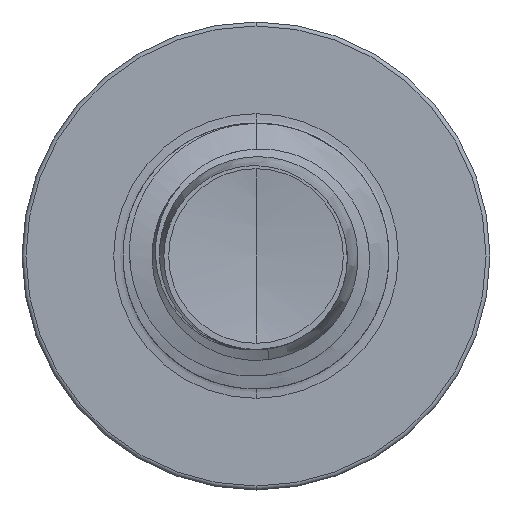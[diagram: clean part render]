
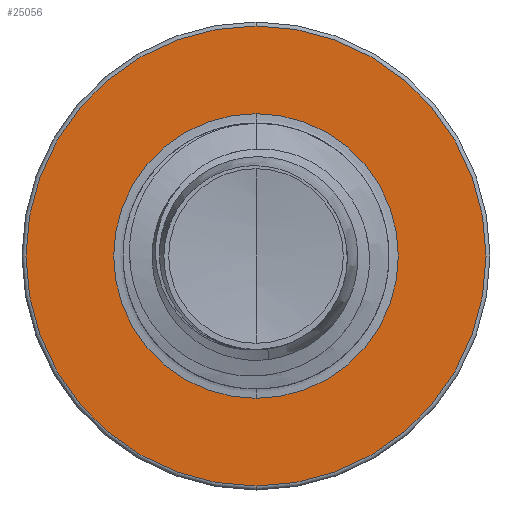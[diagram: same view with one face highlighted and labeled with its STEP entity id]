
A CAD part, front view. The second image highlights one B-rep face of the part: STEP entity #25056.
In plain terms, the highlighted planar face has unit normal (0, -1, 0).
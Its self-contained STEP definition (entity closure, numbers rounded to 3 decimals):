
#566 = CIRCLE ( 'NONE', #6198, 2.677 ) ;
#1432 = ORIENTED_EDGE ( 'NONE', *, *, #12902, .T. ) ;
#1594 = FACE_OUTER_BOUND ( 'NONE', #23514, .T. ) ;
#2801 = DIRECTION ( 'NONE',  ( 0., 1., 0. ) ) ;
#3227 = CARTESIAN_POINT ( 'NONE',  ( 0., 14., -2.677 ) ) ;
#4804 = CARTESIAN_POINT ( 'NONE',  ( 0., 14., 0. ) ) ;
#5819 = CARTESIAN_POINT ( 'NONE',  ( 0., 14., 2.677 ) ) ;
#5988 = EDGE_CURVE ( 'NONE', #16474, #13542, #16938, .T. ) ;
#6091 = CARTESIAN_POINT ( 'NONE',  ( 0., 14., -4.325 ) ) ;
#6119 = VERTEX_POINT ( 'NONE', #5819 ) ;
#6198 = AXIS2_PLACEMENT_3D ( 'NONE', #4804, #19311, #6913 ) ;
#6479 = FACE_BOUND ( 'NONE', #21194, .T. ) ;
#6913 = DIRECTION ( 'NONE',  ( 0., 0., 1. ) ) ;
#6916 = CARTESIAN_POINT ( 'NONE',  ( 0., 14., -2.677 ) ) ;
#7838 = DIRECTION ( 'NONE',  ( 0., 1., 0. ) ) ;
#10386 = CIRCLE ( 'NONE', #18187, 2.677 ) ;
#11082 = PLANE ( 'NONE',  #21840 ) ;
#11436 = CARTESIAN_POINT ( 'NONE',  ( 0., 14., 0. ) ) ;
#11536 = CARTESIAN_POINT ( 'NONE',  ( 0., 14., 0. ) ) ;
#11964 = AXIS2_PLACEMENT_3D ( 'NONE', #11436, #25885, #13522 ) ;
#12902 = EDGE_CURVE ( 'NONE', #6119, #23026, #566, .T. ) ;
#13522 = DIRECTION ( 'NONE',  ( 0., 0., 1. ) ) ;
#13542 = VERTEX_POINT ( 'NONE', #6091 ) ;
#13628 = DIRECTION ( 'NONE',  ( 0., 0., 1. ) ) ;
#15138 = ORIENTED_EDGE ( 'NONE', *, *, #24206, .T. ) ;
#15280 = CARTESIAN_POINT ( 'NONE',  ( 0., 14., 4.325 ) ) ;
#15397 = ORIENTED_EDGE ( 'NONE', *, *, #5988, .F. ) ;
#16474 = VERTEX_POINT ( 'NONE', #15280 ) ;
#16498 = ORIENTED_EDGE ( 'NONE', *, *, #17953, .F. ) ;
#16938 = CIRCLE ( 'NONE', #20713, 4.325 ) ;
#17333 = DIRECTION ( 'NONE',  ( 0., 0., 1. ) ) ;
#17953 = EDGE_CURVE ( 'NONE', #13542, #16474, #18569, .T. ) ;
#18187 = AXIS2_PLACEMENT_3D ( 'NONE', #11536, #25982, #13628 ) ;
#18569 = CIRCLE ( 'NONE', #11964, 4.325 ) ;
#19311 = DIRECTION ( 'NONE',  ( 0., 1., 0. ) ) ;
#20198 = CARTESIAN_POINT ( 'NONE',  ( 0., 14., 0. ) ) ;
#20713 = AXIS2_PLACEMENT_3D ( 'NONE', #20198, #7838, #22352 ) ;
#21194 = EDGE_LOOP ( 'NONE', ( #1432, #15138 ) ) ;
#21840 = AXIS2_PLACEMENT_3D ( 'NONE', #6916, #2801, #17333 ) ;
#22352 = DIRECTION ( 'NONE',  ( 0., 0., 1. ) ) ;
#23026 = VERTEX_POINT ( 'NONE', #3227 ) ;
#23514 = EDGE_LOOP ( 'NONE', ( #15397, #16498 ) ) ;
#24206 = EDGE_CURVE ( 'NONE', #23026, #6119, #10386, .T. ) ;
#25056 = ADVANCED_FACE ( 'NONE', ( #1594, #6479 ), #11082, .F. ) ;
#25885 = DIRECTION ( 'NONE',  ( 0., 1., 0. ) ) ;
#25982 = DIRECTION ( 'NONE',  ( 0., 1., 0. ) ) ;
